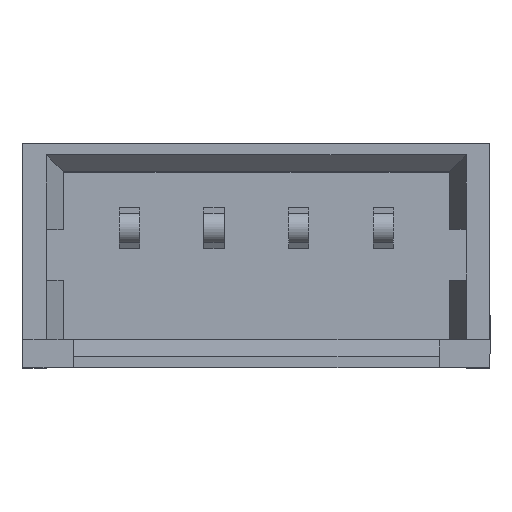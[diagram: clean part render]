
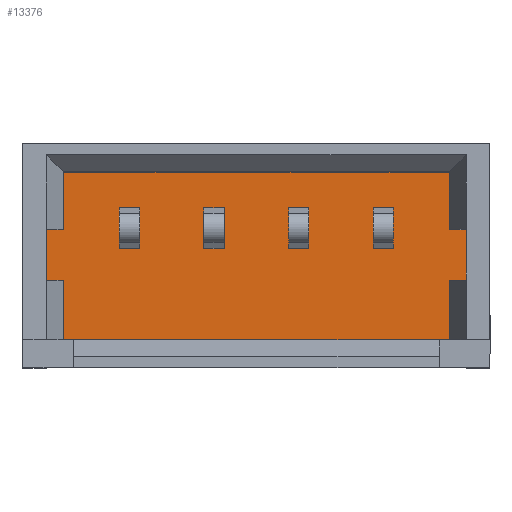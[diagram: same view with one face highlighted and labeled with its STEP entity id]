
A CAD part, top view. The second image highlights one B-rep face of the part: STEP entity #13376.
In plain terms, the highlighted planar face has unit normal (0, 0, 1).
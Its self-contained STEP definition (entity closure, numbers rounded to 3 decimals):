
#247 = EDGE_CURVE ( 'NONE', #10335, #16979, #14337, .T. ) ;
#381 = DIRECTION ( 'NONE',  ( -1., 0., 0. ) ) ;
#387 = LINE ( 'NONE', #9455, #19564 ) ;
#621 = VERTEX_POINT ( 'NONE', #5808 ) ;
#754 = VERTEX_POINT ( 'NONE', #4894 ) ;
#1214 = VECTOR ( 'NONE', #15922, 1000. ) ;
#1779 = EDGE_CURVE ( 'NONE', #12669, #17054, #3669, .T. ) ;
#1781 = AXIS2_PLACEMENT_3D ( 'NONE', #3285, #9341, #381 ) ;
#1785 = VERTEX_POINT ( 'NONE', #9728 ) ;
#1813 = VERTEX_POINT ( 'NONE', #13412 ) ;
#2039 = ORIENTED_EDGE ( 'NONE', *, *, #2782, .F. ) ;
#2074 = CARTESIAN_POINT ( 'NONE',  ( 2.5, 4.54, 5.6 ) ) ;
#2281 = CARTESIAN_POINT ( 'NONE',  ( -1.85, 3.69, 5.6 ) ) ;
#2406 = VECTOR ( 'NONE', #17919, 1000. ) ;
#2521 = VERTEX_POINT ( 'NONE', #18273 ) ;
#2682 = EDGE_CURVE ( 'NONE', #16979, #5097, #4201, .T. ) ;
#2732 = EDGE_CURVE ( 'NONE', #5603, #14642, #18224, .T. ) ;
#2782 = EDGE_CURVE ( 'NONE', #754, #3994, #15439, .T. ) ;
#2908 = EDGE_CURVE ( 'NONE', #5097, #754, #14213, .T. ) ;
#3088 = CARTESIAN_POINT ( 'NONE',  ( 4.35, 2.94, 5.6 ) ) ;
#3116 = DIRECTION ( 'NONE',  ( 0., -1., 0. ) ) ;
#3285 = CARTESIAN_POINT ( 'NONE',  ( 2.5, 3.3, 5.6 ) ) ;
#3476 = ORIENTED_EDGE ( 'NONE', *, *, #12133, .F. ) ;
#3612 = CARTESIAN_POINT ( 'NONE',  ( -1.6, 2.94, 5.6 ) ) ;
#3669 = LINE ( 'NONE', #18912, #5789 ) ;
#3994 = VERTEX_POINT ( 'NONE', #8734 ) ;
#4089 = VECTOR ( 'NONE', #5989, 1000. ) ;
#4105 = VECTOR ( 'NONE', #7532, 1000. ) ;
#4201 = LINE ( 'NONE', #10236, #4089 ) ;
#4421 = EDGE_CURVE ( 'NONE', #17054, #14422, #10662, .T. ) ;
#4666 = LINE ( 'NONE', #7271, #2406 ) ;
#4894 = CARTESIAN_POINT ( 'NONE',  ( -1.6, 3.69, 5.6 ) ) ;
#4947 = CARTESIAN_POINT ( 'NONE',  ( 4.1, 2.06, 5.6 ) ) ;
#5097 = VERTEX_POINT ( 'NONE', #2281 ) ;
#5476 = ORIENTED_EDGE ( 'NONE', *, *, #18879, .T. ) ;
#5477 = CARTESIAN_POINT ( 'NONE',  ( 4.1, 2.94, 5.6 ) ) ;
#5603 = VERTEX_POINT ( 'NONE', #15484 ) ;
#5674 = VECTOR ( 'NONE', #14138, 1000. ) ;
#5789 = VECTOR ( 'NONE', #17305, 1000. ) ;
#5790 = EDGE_CURVE ( 'NONE', #1813, #13550, #8988, .T. ) ;
#5807 = CARTESIAN_POINT ( 'NONE',  ( 2.5, 4.54, 5.6 ) ) ;
#5808 = CARTESIAN_POINT ( 'NONE',  ( 3.075, 4.54, 5.6 ) ) ;
#5989 = DIRECTION ( 'NONE',  ( 0., 1., 0. ) ) ;
#6078 = ORIENTED_EDGE ( 'NONE', *, *, #8595, .F. ) ;
#6099 = VECTOR ( 'NONE', #11790, 1000. ) ;
#6154 = CARTESIAN_POINT ( 'NONE',  ( 0.575, 4.54, 5.6 ) ) ;
#6429 = DIRECTION ( 'NONE',  ( 0., -1., 0. ) ) ;
#6822 = CARTESIAN_POINT ( 'NONE',  ( -1.6, 2.94, 5.6 ) ) ;
#6940 = CARTESIAN_POINT ( 'NONE',  ( 4.1, 3.69, 5.6 ) ) ;
#7164 = VECTOR ( 'NONE', #11706, 1000. ) ;
#7271 = CARTESIAN_POINT ( 'NONE',  ( 2.5, 4.54, 5.6 ) ) ;
#7532 = DIRECTION ( 'NONE',  ( 1., 0., 0. ) ) ;
#7865 = ORIENTED_EDGE ( 'NONE', *, *, #4421, .F. ) ;
#8169 = DIRECTION ( 'NONE',  ( 1., 0., 0. ) ) ;
#8595 = EDGE_CURVE ( 'NONE', #14642, #1785, #19312, .T. ) ;
#8734 = CARTESIAN_POINT ( 'NONE',  ( -1.6, 4.54, 5.6 ) ) ;
#8758 = ORIENTED_EDGE ( 'NONE', *, *, #2682, .F. ) ;
#8988 = LINE ( 'NONE', #5807, #15692 ) ;
#8998 = CARTESIAN_POINT ( 'NONE',  ( 4.1, 4.54, 5.6 ) ) ;
#9182 = ORIENTED_EDGE ( 'NONE', *, *, #1779, .F. ) ;
#9342 = EDGE_CURVE ( 'NONE', #621, #5603, #18707, .T. ) ;
#9341 = DIRECTION ( 'NONE',  ( 0., 0., 1. ) ) ;
#9353 = ORIENTED_EDGE ( 'NONE', *, *, #247, .F. ) ;
#9455 = CARTESIAN_POINT ( 'NONE',  ( 2.5, 4.54, 5.6 ) ) ;
#9653 = CARTESIAN_POINT ( 'NONE',  ( -1.6, 3.69, 5.6 ) ) ;
#9660 = LINE ( 'NONE', #15731, #17820 ) ;
#9728 = CARTESIAN_POINT ( 'NONE',  ( 4.35, 3.69, 5.6 ) ) ;
#10099 = CARTESIAN_POINT ( 'NONE',  ( -1.6, 2.06, 5.6 ) ) ;
#10236 = CARTESIAN_POINT ( 'NONE',  ( -1.85, 3.69, 5.6 ) ) ;
#10290 = CARTESIAN_POINT ( 'NONE',  ( 4.1, 3.69, 5.6 ) ) ;
#10335 = VERTEX_POINT ( 'NONE', #6822 ) ;
#10472 = DIRECTION ( 'NONE',  ( 1., 0., 0. ) ) ;
#10500 = LINE ( 'NONE', #13373, #17216 ) ;
#10662 = LINE ( 'NONE', #8998, #15579 ) ;
#10729 = CARTESIAN_POINT ( 'NONE',  ( 4.1, 4.54, 5.6 ) ) ;
#10838 = CARTESIAN_POINT ( 'NONE',  ( -1.6, 4.54, 5.6 ) ) ;
#11208 = PLANE ( 'NONE',  #1781 ) ;
#11313 = ORIENTED_EDGE ( 'NONE', *, *, #12641, .F. ) ;
#11706 = DIRECTION ( 'NONE',  ( 0., 1., 0. ) ) ;
#11721 = ORIENTED_EDGE ( 'NONE', *, *, #5790, .F. ) ;
#11790 = DIRECTION ( 'NONE',  ( 1., 0., 0. ) ) ;
#12063 = ORIENTED_EDGE ( 'NONE', *, *, #2908, .F. ) ;
#12133 = EDGE_CURVE ( 'NONE', #1785, #12669, #10500, .T. ) ;
#12217 = DIRECTION ( 'NONE',  ( 0., 1., 0. ) ) ;
#12322 = VECTOR ( 'NONE', #16936, 1000. ) ;
#12620 = CARTESIAN_POINT ( 'NONE',  ( -1.85, 2.94, 5.6 ) ) ;
#12641 = EDGE_CURVE ( 'NONE', #3994, #1813, #387, .T. ) ;
#12669 = VERTEX_POINT ( 'NONE', #3088 ) ;
#13321 = EDGE_CURVE ( 'NONE', #13550, #2521, #4666, .T. ) ;
#13373 = CARTESIAN_POINT ( 'NONE',  ( 4.35, 3.69, 5.6 ) ) ;
#13376 = ADVANCED_FACE ( 'NONE', ( #18826 ), #11208, .T. ) ;
#13412 = CARTESIAN_POINT ( 'NONE',  ( -0.575, 4.54, 5.6 ) ) ;
#13459 = VERTEX_POINT ( 'NONE', #10099 ) ;
#13516 = ORIENTED_EDGE ( 'NONE', *, *, #9342, .F. ) ;
#13550 = VERTEX_POINT ( 'NONE', #6154 ) ;
#14019 = CARTESIAN_POINT ( 'NONE',  ( -1.6, 4.54, 5.6 ) ) ;
#14138 = DIRECTION ( 'NONE',  ( -1., 0., 0. ) ) ;
#14195 = DIRECTION ( 'NONE',  ( 1., 0., 0. ) ) ;
#14213 = LINE ( 'NONE', #9653, #1214 ) ;
#14252 = EDGE_CURVE ( 'NONE', #13459, #10335, #15534, .T. ) ;
#14337 = LINE ( 'NONE', #3612, #5674 ) ;
#14422 = VERTEX_POINT ( 'NONE', #4947 ) ;
#14530 = ORIENTED_EDGE ( 'NONE', *, *, #13321, .F. ) ;
#14642 = VERTEX_POINT ( 'NONE', #10290 ) ;
#15439 = LINE ( 'NONE', #10838, #16193 ) ;
#15484 = CARTESIAN_POINT ( 'NONE',  ( 4.1, 4.54, 5.6 ) ) ;
#15508 = LINE ( 'NONE', #16807, #4105 ) ;
#15534 = LINE ( 'NONE', #14019, #7164 ) ;
#15579 = VECTOR ( 'NONE', #3116, 1000. ) ;
#15692 = VECTOR ( 'NONE', #10472, 1000. ) ;
#15731 = CARTESIAN_POINT ( 'NONE',  ( 2.5, 2.06, 5.6 ) ) ;
#15922 = DIRECTION ( 'NONE',  ( 1., 0., 0. ) ) ;
#16193 = VECTOR ( 'NONE', #12217, 1000. ) ;
#16682 = ORIENTED_EDGE ( 'NONE', *, *, #2732, .F. ) ;
#16685 = ORIENTED_EDGE ( 'NONE', *, *, #17684, .F. ) ;
#16807 = CARTESIAN_POINT ( 'NONE',  ( 2.5, 4.54, 5.6 ) ) ;
#16936 = DIRECTION ( 'NONE',  ( 0., -1., 0. ) ) ;
#16948 = EDGE_LOOP ( 'NONE', ( #5476, #7865, #9182, #3476, #6078, #16682, #13516, #16685, #14530, #11721, #11313, #2039, #12063, #8758, #9353, #17423 ) ) ;
#16979 = VERTEX_POINT ( 'NONE', #12620 ) ;
#17054 = VERTEX_POINT ( 'NONE', #5477 ) ;
#17215 = VECTOR ( 'NONE', #14195, 1000. ) ;
#17216 = VECTOR ( 'NONE', #6429, 1000. ) ;
#17305 = DIRECTION ( 'NONE',  ( -1., 0., 0. ) ) ;
#17423 = ORIENTED_EDGE ( 'NONE', *, *, #14252, .F. ) ;
#17684 = EDGE_CURVE ( 'NONE', #2521, #621, #15508, .T. ) ;
#17820 = VECTOR ( 'NONE', #8169, 1000. ) ;
#17919 = DIRECTION ( 'NONE',  ( 1., 0., 0. ) ) ;
#18224 = LINE ( 'NONE', #10729, #12322 ) ;
#18225 = DIRECTION ( 'NONE',  ( 1., 0., 0. ) ) ;
#18273 = CARTESIAN_POINT ( 'NONE',  ( 1.925, 4.54, 5.6 ) ) ;
#18707 = LINE ( 'NONE', #2074, #17215 ) ;
#18826 = FACE_OUTER_BOUND ( 'NONE', #16948, .T. ) ;
#18879 = EDGE_CURVE ( 'NONE', #13459, #14422, #9660, .T. ) ;
#18912 = CARTESIAN_POINT ( 'NONE',  ( 4.1, 2.94, 5.6 ) ) ;
#19312 = LINE ( 'NONE', #6940, #6099 ) ;
#19564 = VECTOR ( 'NONE', #18225, 1000. ) ;
